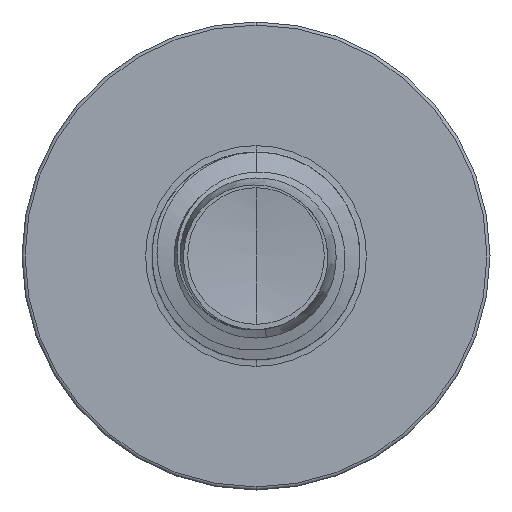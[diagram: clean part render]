
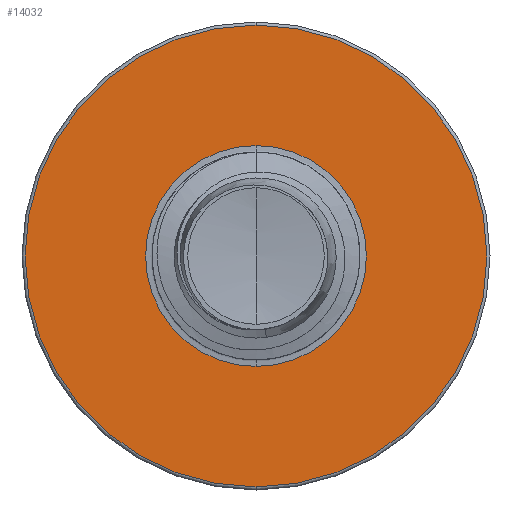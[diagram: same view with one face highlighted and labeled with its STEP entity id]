
A CAD part, front view. The second image highlights one B-rep face of the part: STEP entity #14032.
In plain terms, the highlighted planar face has unit normal (0, -1, 0).
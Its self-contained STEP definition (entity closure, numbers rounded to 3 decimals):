
#1293 = AXIS2_PLACEMENT_3D ( 'NONE', #14592, #3115, #15831 ) ;
#1744 = AXIS2_PLACEMENT_3D ( 'NONE', #7718, #18063, #9776 ) ;
#3115 = DIRECTION ( 'NONE',  ( 0., 1., 0. ) ) ;
#3225 = DIRECTION ( 'NONE',  ( 0., 0., 1. ) ) ;
#3326 = ORIENTED_EDGE ( 'NONE', *, *, #14247, .T. ) ;
#3730 = EDGE_LOOP ( 'NONE', ( #7741, #13863 ) ) ;
#4406 = CIRCLE ( 'NONE', #1744, 3.186 ) ;
#4527 = EDGE_LOOP ( 'NONE', ( #13592, #3326 ) ) ;
#6009 = AXIS2_PLACEMENT_3D ( 'NONE', #8475, #18459, #10730 ) ;
#6022 = CARTESIAN_POINT ( 'NONE',  ( 0., 11., 6.66 ) ) ;
#6219 = VERTEX_POINT ( 'NONE', #14315 ) ;
#6427 = VERTEX_POINT ( 'NONE', #12550 ) ;
#7718 = CARTESIAN_POINT ( 'NONE',  ( 0., 11., 0. ) ) ;
#7741 = ORIENTED_EDGE ( 'NONE', *, *, #15978, .F. ) ;
#7835 = FACE_BOUND ( 'NONE', #4527, .T. ) ;
#8030 = PLANE ( 'NONE',  #8927 ) ;
#8475 = CARTESIAN_POINT ( 'NONE',  ( 0., 11., 0. ) ) ;
#8653 = AXIS2_PLACEMENT_3D ( 'NONE', #9333, #18999, #11222 ) ;
#8927 = AXIS2_PLACEMENT_3D ( 'NONE', #10020, #14662, #3225 ) ;
#9333 = CARTESIAN_POINT ( 'NONE',  ( 0., 11., 0. ) ) ;
#9776 = DIRECTION ( 'NONE',  ( 0., 0., 1. ) ) ;
#10020 = CARTESIAN_POINT ( 'NONE',  ( 0., 11., -3.186 ) ) ;
#10730 = DIRECTION ( 'NONE',  ( 0., 0., 1. ) ) ;
#11186 = CIRCLE ( 'NONE', #8653, 3.186 ) ;
#11222 = DIRECTION ( 'NONE',  ( 0., 0., 1. ) ) ;
#11722 = CARTESIAN_POINT ( 'NONE',  ( 0., 11., -6.66 ) ) ;
#12000 = CIRCLE ( 'NONE', #6009, 6.66 ) ;
#12475 = VERTEX_POINT ( 'NONE', #11722 ) ;
#12550 = CARTESIAN_POINT ( 'NONE',  ( 0., 11., -3.186 ) ) ;
#13163 = FACE_OUTER_BOUND ( 'NONE', #3730, .T. ) ;
#13592 = ORIENTED_EDGE ( 'NONE', *, *, #18372, .T. ) ;
#13863 = ORIENTED_EDGE ( 'NONE', *, *, #18439, .F. ) ;
#13976 = CIRCLE ( 'NONE', #1293, 6.66 ) ;
#14032 = ADVANCED_FACE ( 'NONE', ( #13163, #7835 ), #8030, .F. ) ;
#14247 = EDGE_CURVE ( 'NONE', #6427, #6219, #11186, .T. ) ;
#14315 = CARTESIAN_POINT ( 'NONE',  ( 0., 11., 3.186 ) ) ;
#14592 = CARTESIAN_POINT ( 'NONE',  ( 0., 11., 0. ) ) ;
#14662 = DIRECTION ( 'NONE',  ( 0., 1., 0. ) ) ;
#15831 = DIRECTION ( 'NONE',  ( 0., 0., 1. ) ) ;
#15978 = EDGE_CURVE ( 'NONE', #16769, #12475, #12000, .T. ) ;
#16769 = VERTEX_POINT ( 'NONE', #6022 ) ;
#18063 = DIRECTION ( 'NONE',  ( 0., 1., 0. ) ) ;
#18372 = EDGE_CURVE ( 'NONE', #6219, #6427, #4406, .T. ) ;
#18439 = EDGE_CURVE ( 'NONE', #12475, #16769, #13976, .T. ) ;
#18459 = DIRECTION ( 'NONE',  ( 0., 1., 0. ) ) ;
#18999 = DIRECTION ( 'NONE',  ( 0., 1., 0. ) ) ;
